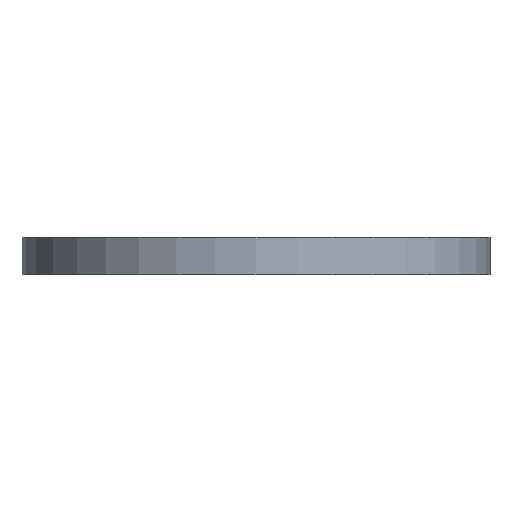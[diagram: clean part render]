
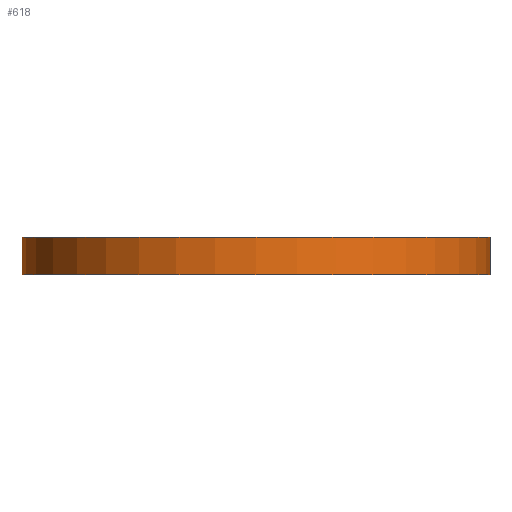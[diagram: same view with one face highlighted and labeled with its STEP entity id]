
A CAD part, front view. The second image highlights one B-rep face of the part: STEP entity #618.
In plain terms, the highlighted cylindrical face has radius 10 mm (diameter 20 mm), a full revolution.
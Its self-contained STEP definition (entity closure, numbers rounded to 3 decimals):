
#618 = ADVANCED_FACE( '', ( #1630, #1631 ), #1632, .T. );
#1630 = FACE_OUTER_BOUND( '', #3488, .T. );
#1631 = FACE_OUTER_BOUND( '', #3489, .T. );
#1632 = CYLINDRICAL_SURFACE( '', #3490, 10. );
#3488 = EDGE_LOOP( '', ( #8315 ) );
#3489 = EDGE_LOOP( '', ( #8316 ) );
#3490 = AXIS2_PLACEMENT_3D( '', #8317, #8318, #8319 );
#8315 = ORIENTED_EDGE( '', *, *, #11929, .T. );
#8316 = ORIENTED_EDGE( '', *, *, #12161, .T. );
#8317 = CARTESIAN_POINT( '', ( 0., 0., 0. ) );
#8318 = DIRECTION( '', ( 0., 0., 1. ) );
#8319 = DIRECTION( '', ( 1., 0., 0. ) );
#11929 = EDGE_CURVE( '', #13806, #13806, #13807, .F. );
#12161 = EDGE_CURVE( '', #14205, #14205, #14206, .F. );
#13806 = VERTEX_POINT( '', #16611 );
#13807 = CIRCLE( '', #16612, 10. );
#14205 = VERTEX_POINT( '', #17301 );
#14206 = CIRCLE( '', #17302, 10. );
#16611 = CARTESIAN_POINT( '', ( -10., 0., -1.6 ) );
#16612 = AXIS2_PLACEMENT_3D( '', #21360, #21361, #21362 );
#17301 = CARTESIAN_POINT( '', ( 10., 0., 0. ) );
#17302 = AXIS2_PLACEMENT_3D( '', #21463, #21464, #21465 );
#21360 = CARTESIAN_POINT( '', ( 0., 0., -1.6 ) );
#21361 = DIRECTION( '', ( 0., 0., -1. ) );
#21362 = DIRECTION( '', ( -1., 0., 0. ) );
#21463 = CARTESIAN_POINT( '', ( 0., 0., 0. ) );
#21464 = DIRECTION( '', ( 0., 0., 1. ) );
#21465 = DIRECTION( '', ( 1., 0., 0. ) );
